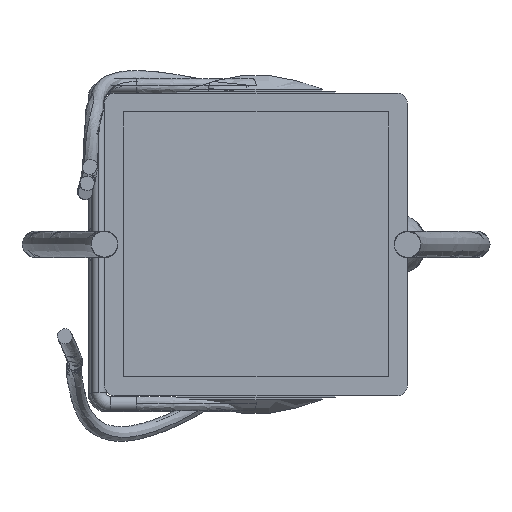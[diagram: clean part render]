
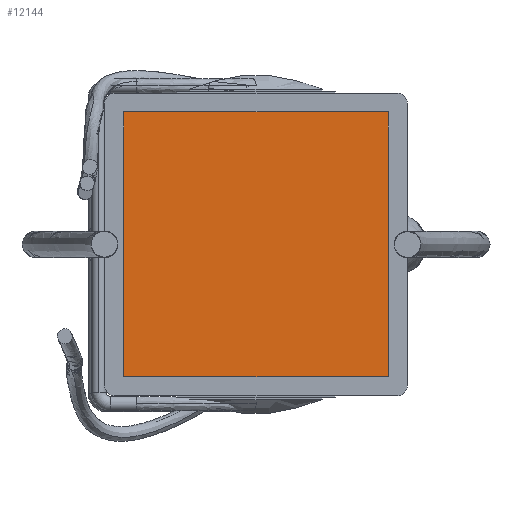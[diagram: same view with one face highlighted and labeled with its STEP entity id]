
A CAD part, left-side view. The second image highlights one B-rep face of the part: STEP entity #12144.
In plain terms, the highlighted planar face has unit normal (-1, 0, 0).
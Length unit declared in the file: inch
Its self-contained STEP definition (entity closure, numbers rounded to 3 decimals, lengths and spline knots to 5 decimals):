
#13 = VECTOR ( 'NONE', #8134, 39.37008 ) ;
#156 = CARTESIAN_POINT ( 'NONE',  ( -0.21074, 0.40183, 0.75083 ) ) ;
#722 = CARTESIAN_POINT ( 'NONE',  ( -0.21074, 0.40183, 0.47524 ) ) ;
#827 = VECTOR ( 'NONE', #4525, 39.37008 ) ;
#1057 = CARTESIAN_POINT ( 'NONE',  ( -0.21074, 0.40183, 0.47524 ) ) ;
#1188 = PLANE ( 'NONE',  #2596 ) ;
#1198 = LINE ( 'NONE', #5537, #11606 ) ;
#1224 = DIRECTION ( 'NONE',  ( 0., 0., 1. ) ) ;
#1359 = EDGE_CURVE ( 'NONE', #9944, #4838, #9302, .T. ) ;
#1441 = EDGE_LOOP ( 'NONE', ( #3548, #5556, #3547, #6622 ) ) ;
#1671 = CARTESIAN_POINT ( 'NONE',  ( -0.21074, 0.12624, 0.75083 ) ) ;
#2173 = DIRECTION ( 'NONE',  ( -1., 0., 0. ) ) ;
#2539 = LINE ( 'NONE', #10007, #13 ) ;
#2596 = AXIS2_PLACEMENT_3D ( 'NONE', #7837, #2173, #1224 ) ;
#3329 = EDGE_CURVE ( 'NONE', #6073, #9944, #2539, .T. ) ;
#3547 = ORIENTED_EDGE ( 'NONE', *, *, #8029, .T. ) ;
#3548 = ORIENTED_EDGE ( 'NONE', *, *, #1359, .T. ) ;
#4321 = CARTESIAN_POINT ( 'NONE',  ( -0.21074, 0.12624, 0.47524 ) ) ;
#4454 = DIRECTION ( 'NONE',  ( 0., 0., 1. ) ) ;
#4525 = DIRECTION ( 'NONE',  ( 0., -1., 0. ) ) ;
#4838 = VERTEX_POINT ( 'NONE', #4321 ) ;
#5537 = CARTESIAN_POINT ( 'NONE',  ( -0.21074, 0.12624, 0.47524 ) ) ;
#5556 = ORIENTED_EDGE ( 'NONE', *, *, #7771, .T. ) ;
#5770 = DIRECTION ( 'NONE',  ( 0., 1., 0. ) ) ;
#6073 = VERTEX_POINT ( 'NONE', #156 ) ;
#6622 = ORIENTED_EDGE ( 'NONE', *, *, #3329, .T. ) ;
#6755 = VERTEX_POINT ( 'NONE', #1671 ) ;
#7771 = EDGE_CURVE ( 'NONE', #4838, #6755, #1198, .T. ) ;
#7837 = CARTESIAN_POINT ( 'NONE',  ( -0.21074, 0.24004, 0.73114 ) ) ;
#8029 = EDGE_CURVE ( 'NONE', #6755, #6073, #11148, .T. ) ;
#8134 = DIRECTION ( 'NONE',  ( 0., 0., -1. ) ) ;
#9302 = LINE ( 'NONE', #722, #827 ) ;
#9529 = VECTOR ( 'NONE', #5770, 39.37008 ) ;
#9944 = VERTEX_POINT ( 'NONE', #1057 ) ;
#10007 = CARTESIAN_POINT ( 'NONE',  ( -0.21074, 0.40183, 0.75083 ) ) ;
#10690 = FACE_OUTER_BOUND ( 'NONE', #1441, .T. ) ;
#11148 = LINE ( 'NONE', #11441, #9529 ) ;
#11441 = CARTESIAN_POINT ( 'NONE',  ( -0.21074, 0.12624, 0.75083 ) ) ;
#11606 = VECTOR ( 'NONE', #4454, 39.37008 ) ;
#12144 = ADVANCED_FACE ( 'NONE', ( #10690 ), #1188, .T. ) ;
